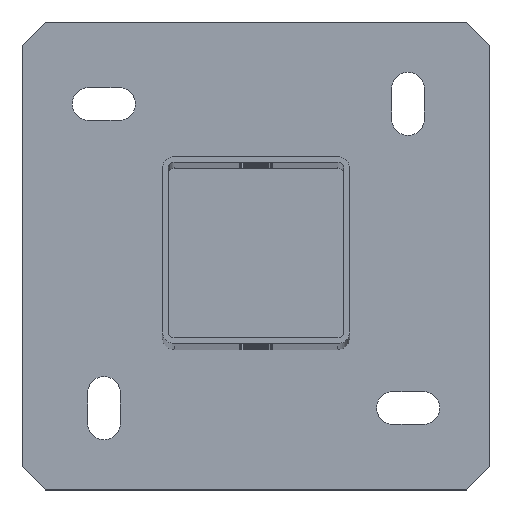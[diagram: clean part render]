
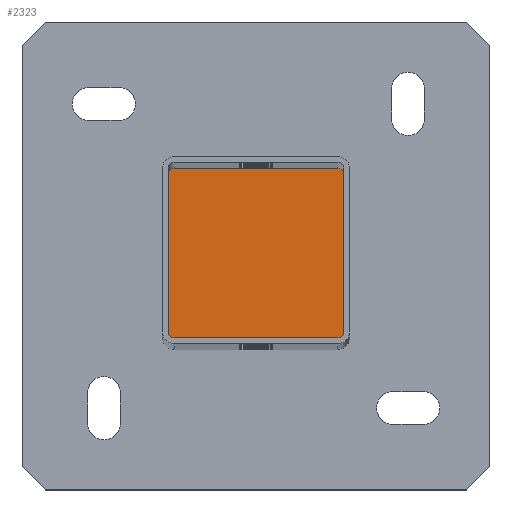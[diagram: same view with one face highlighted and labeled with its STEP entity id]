
A CAD part, top view. The second image highlights one B-rep face of the part: STEP entity #2323.
In plain terms, the highlighted planar face has unit normal (0, 0, 1).
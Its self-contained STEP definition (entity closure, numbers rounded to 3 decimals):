
#124 = DIRECTION ( 'NONE',  ( 0., 1., 0. ) ) ;
#264 = CARTESIAN_POINT ( 'NONE',  ( 37.5, -35., 10. ) ) ;
#329 = DIRECTION ( 'NONE',  ( -1., 0., 0. ) ) ;
#343 = VERTEX_POINT ( 'NONE', #13955 ) ;
#516 = DIRECTION ( 'NONE',  ( -1., 0., 0. ) ) ;
#1316 = CARTESIAN_POINT ( 'NONE',  ( -37.5, -35., 10. ) ) ;
#1405 = ORIENTED_EDGE ( 'NONE', *, *, #12667, .T. ) ;
#1672 = ORIENTED_EDGE ( 'NONE', *, *, #13133, .T. ) ;
#2323 = ADVANCED_FACE ( 'NONE', ( #11602 ), #11814, .T. ) ;
#2459 = CARTESIAN_POINT ( 'NONE',  ( -35., 37.5, 10. ) ) ;
#2517 = LINE ( 'NONE', #10843, #16956 ) ;
#2879 = ORIENTED_EDGE ( 'NONE', *, *, #14864, .T. ) ;
#3444 = LINE ( 'NONE', #8421, #12764 ) ;
#3624 = DIRECTION ( 'NONE',  ( 0., 0., 1. ) ) ;
#3979 = VERTEX_POINT ( 'NONE', #1316 ) ;
#4360 = DIRECTION ( 'NONE',  ( 1., 0., 0. ) ) ;
#4424 = CARTESIAN_POINT ( 'NONE',  ( 35., -37.5, 10. ) ) ;
#5753 = EDGE_CURVE ( 'NONE', #6760, #11140, #5856, .T. ) ;
#5856 = CIRCLE ( 'NONE', #6206, 2.5 ) ;
#5892 = VERTEX_POINT ( 'NONE', #264 ) ;
#5981 = CARTESIAN_POINT ( 'NONE',  ( 35., -35., 10. ) ) ;
#6206 = AXIS2_PLACEMENT_3D ( 'NONE', #9790, #16401, #14566 ) ;
#6516 = CARTESIAN_POINT ( 'NONE',  ( 37.5, -35., 10. ) ) ;
#6760 = VERTEX_POINT ( 'NONE', #2459 ) ;
#6868 = DIRECTION ( 'NONE',  ( -1., 0., 0. ) ) ;
#7108 = VECTOR ( 'NONE', #15364, 1000. ) ;
#7149 = EDGE_CURVE ( 'NONE', #15378, #16675, #10401, .T. ) ;
#7602 = ORIENTED_EDGE ( 'NONE', *, *, #7149, .T. ) ;
#8284 = EDGE_LOOP ( 'NONE', ( #9338, #8724, #2879, #1672, #20920, #11003, #1405, #7602 ) ) ;
#8421 = CARTESIAN_POINT ( 'NONE',  ( 35., 37.5, 10. ) ) ;
#8724 = ORIENTED_EDGE ( 'NONE', *, *, #5753, .T. ) ;
#8946 = EDGE_CURVE ( 'NONE', #343, #17012, #2517, .T. ) ;
#9338 = ORIENTED_EDGE ( 'NONE', *, *, #19052, .T. ) ;
#9790 = CARTESIAN_POINT ( 'NONE',  ( -35., 35., 10. ) ) ;
#10079 = DIRECTION ( 'NONE',  ( -0.707, -0.707, 0. ) ) ;
#10401 = CIRCLE ( 'NONE', #19077, 2.5 ) ;
#10843 = CARTESIAN_POINT ( 'NONE',  ( -35., -37.5, 10. ) ) ;
#10844 = AXIS2_PLACEMENT_3D ( 'NONE', #18317, #16578, #10079 ) ;
#11003 = ORIENTED_EDGE ( 'NONE', *, *, #16488, .T. ) ;
#11140 = VERTEX_POINT ( 'NONE', #13996 ) ;
#11602 = FACE_OUTER_BOUND ( 'NONE', #8284, .T. ) ;
#11785 = LINE ( 'NONE', #13401, #7108 ) ;
#11789 = CARTESIAN_POINT ( 'NONE',  ( 35., 37.5, 10. ) ) ;
#11814 = PLANE ( 'NONE',  #10844 ) ;
#11910 = DIRECTION ( 'NONE',  ( 0., 0., 1. ) ) ;
#11959 = CARTESIAN_POINT ( 'NONE',  ( 35., 35., 10. ) ) ;
#12548 = CIRCLE ( 'NONE', #17387, 2.5 ) ;
#12667 = EDGE_CURVE ( 'NONE', #5892, #15378, #14969, .T. ) ;
#12764 = VECTOR ( 'NONE', #516, 1000. ) ;
#13133 = EDGE_CURVE ( 'NONE', #3979, #343, #12548, .T. ) ;
#13401 = CARTESIAN_POINT ( 'NONE',  ( -37.5, 35., 10. ) ) ;
#13955 = CARTESIAN_POINT ( 'NONE',  ( -35., -37.5, 10. ) ) ;
#13996 = CARTESIAN_POINT ( 'NONE',  ( -37.5, 35., 10. ) ) ;
#14400 = CARTESIAN_POINT ( 'NONE',  ( 37.5, 35., 10. ) ) ;
#14566 = DIRECTION ( 'NONE',  ( -1., 0., 0. ) ) ;
#14736 = AXIS2_PLACEMENT_3D ( 'NONE', #5981, #20721, #20615 ) ;
#14864 = EDGE_CURVE ( 'NONE', #11140, #3979, #11785, .T. ) ;
#14969 = LINE ( 'NONE', #6516, #20146 ) ;
#15364 = DIRECTION ( 'NONE',  ( 0., -1., 0. ) ) ;
#15378 = VERTEX_POINT ( 'NONE', #14400 ) ;
#16401 = DIRECTION ( 'NONE',  ( 0., 0., 1. ) ) ;
#16488 = EDGE_CURVE ( 'NONE', #17012, #5892, #16809, .T. ) ;
#16578 = DIRECTION ( 'NONE',  ( 0., 0., 1. ) ) ;
#16675 = VERTEX_POINT ( 'NONE', #11789 ) ;
#16809 = CIRCLE ( 'NONE', #14736, 2.5 ) ;
#16956 = VECTOR ( 'NONE', #4360, 1000. ) ;
#17012 = VERTEX_POINT ( 'NONE', #4424 ) ;
#17387 = AXIS2_PLACEMENT_3D ( 'NONE', #20041, #11910, #329 ) ;
#18317 = CARTESIAN_POINT ( 'NONE',  ( -90., 100., 10. ) ) ;
#19052 = EDGE_CURVE ( 'NONE', #16675, #6760, #3444, .T. ) ;
#19077 = AXIS2_PLACEMENT_3D ( 'NONE', #11959, #3624, #6868 ) ;
#20041 = CARTESIAN_POINT ( 'NONE',  ( -35., -35., 10. ) ) ;
#20146 = VECTOR ( 'NONE', #124, 1000. ) ;
#20615 = DIRECTION ( 'NONE',  ( -1., 0., 0. ) ) ;
#20721 = DIRECTION ( 'NONE',  ( 0., 0., 1. ) ) ;
#20920 = ORIENTED_EDGE ( 'NONE', *, *, #8946, .T. ) ;
